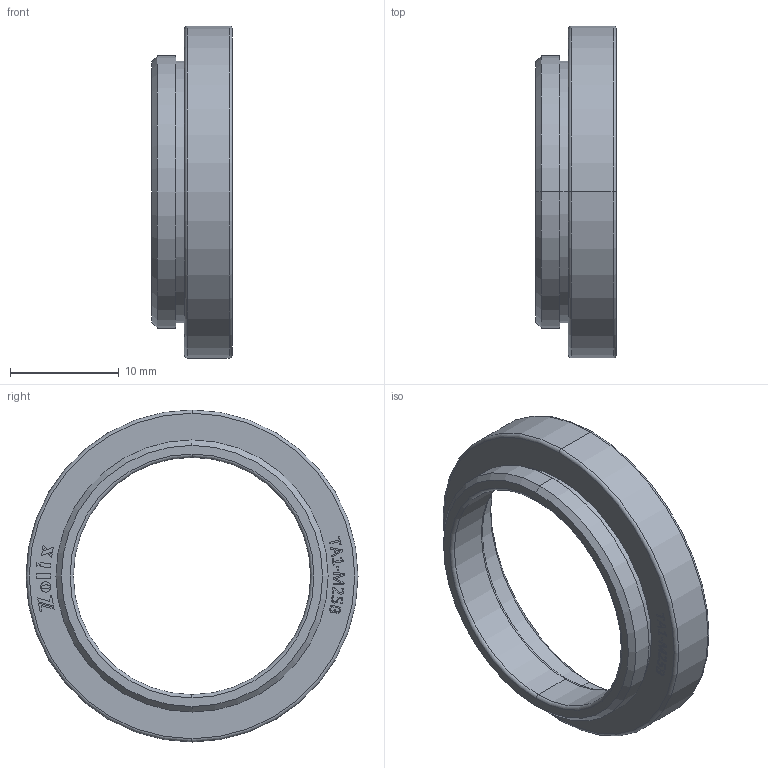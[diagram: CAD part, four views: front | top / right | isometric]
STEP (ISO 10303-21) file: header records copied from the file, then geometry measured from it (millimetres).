
FILE_DESCRIPTION (( 'STEP AP203' ), '1' );
FILE_NAME ('TA1-M25B.STEP', '2025-10-17T02:13:44', ( '' ), ( '' ), 'SwSTEP 2.0', 'SolidWorks 2020', '' );
FILE_SCHEMA (( 'CONFIG_CONTROL_DESIGN' ));
Length unit declared in the file: millimetre
Products named in the file (1): TA1-M25B
Bounding box: 7.4 x 30.5 x 30.5 mm (x, y, z)
Volume: 1344.8 mm3; surface area: 2050.5 mm2
Topology: 1 solids, 1 shells, 321 faces, 870 edges, 576 vertices
Faces by surface type: plane 221, bspline 76, cylinder 12, torus 8, cone 4
Entity records: 11721 total; most frequent: CARTESIAN_POINT 4796, ORIENTED_EDGE 1740, DIRECTION 870, EDGE_CURVE 870, VERTEX_POINT 576, B_SPLINE_CURVE_WITH_KNOTS 536, EDGE_LOOP 348, FACE_OUTER_BOUND 321
